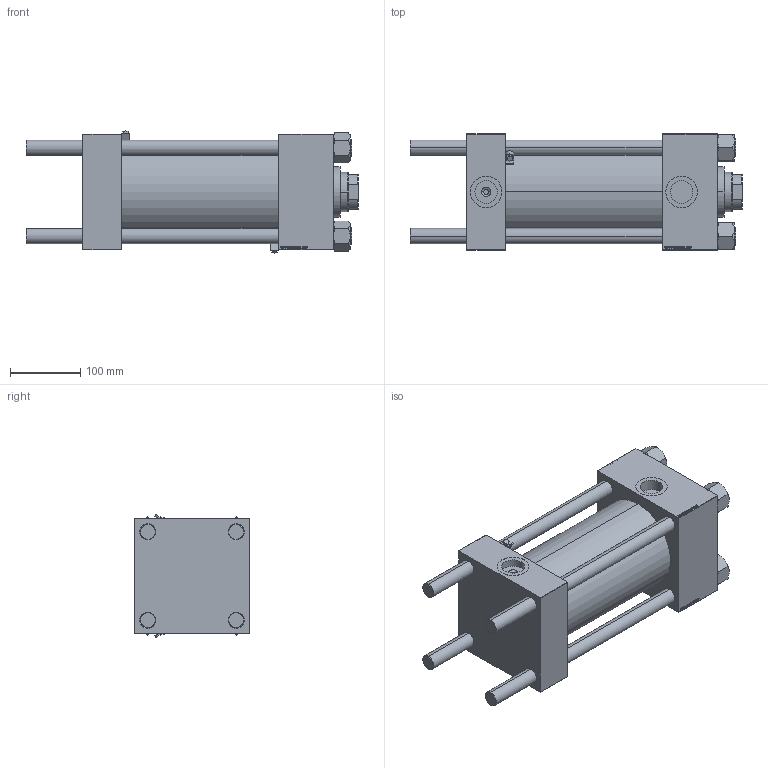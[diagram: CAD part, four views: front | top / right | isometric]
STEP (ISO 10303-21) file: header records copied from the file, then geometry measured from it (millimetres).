
FILE_DESCRIPTION (( 'STEP AP203' ), '1' );
FILE_NAME ('b29e.STEP', '2024-02-07T05:38:44', ( '' ), ( '' ), 'SwSTEP 2.0', 'SolidWorks 2019', '' );
FILE_SCHEMA (( 'CONFIG_CONTROL_DESIGN' ));
Length unit declared in the file: millimetre
Products named in the file (7): CR025_012_A_0_G_A_G_M_020_+#_##_TYCINKA f505313b57b5c2583fdda49d2ceed8c8; NUT_M5 f505313b57b5c2583fdda49d2ceed8c8; MSRF_MSRG1 f505313b57b5c2583fdda49d2ceed8c8; V215CR_VCP f505313b57b5c2583fdda49d2ceed8c8; V215_VC_A f505313b57b5c2583fdda49d2ceed8c8; V215CR_BODY_A f505313b57b5c2583fdda49d2ceed8c8; b29e
Assembly tree (13 placements, depth 2):
  b29e
    V215CR_BODY_A f505313b57b5c2583fdda49d2ceed8c8
    CR025_012_A_0_G_A_G_M_020_+#_##_TYCINKA f505313b57b5c2583fdda49d2ceed8c8  x4
    NUT_M5 f505313b57b5c2583fdda49d2ceed8c8  x4
    V215CR_VCP f505313b57b5c2583fdda49d2ceed8c8
    V215_VC_A f505313b57b5c2583fdda49d2ceed8c8
    MSRF_MSRG1 f505313b57b5c2583fdda49d2ceed8c8  x2
Bounding box: 473 x 165 x 173.84 mm (x, y, z)
Volume: 5415565.4 mm3; surface area: 729635.3 mm2
Topology: 13 solids, 13 shells, 1246 faces, 3156 edges, 2055 vertices
Faces by surface type: plane 604, bspline 392, cone 136, cylinder 106, torus 8
Entity records: 51414 total; most frequent: CARTESIAN_POINT 27343, ORIENTED_EDGE 5426, DIRECTION 3463, EDGE_CURVE 2713, VERTEX_POINT 1785, VECTOR 1653, LINE 1653, EDGE_LOOP 1190
